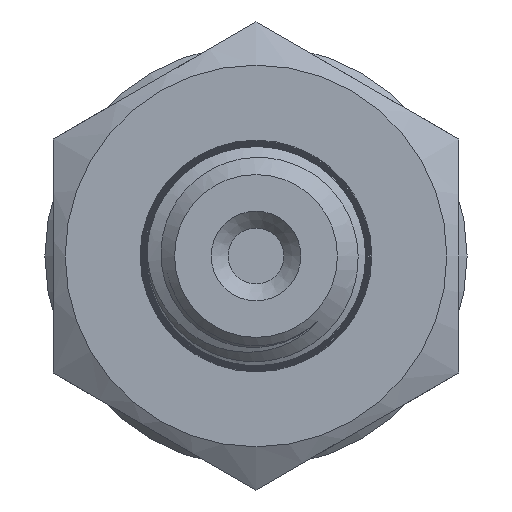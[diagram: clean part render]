
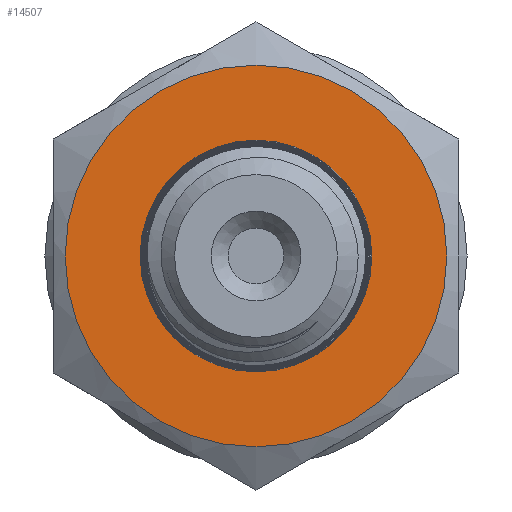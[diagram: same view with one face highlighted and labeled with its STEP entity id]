
A CAD part, left-side view. The second image highlights one B-rep face of the part: STEP entity #14507.
In plain terms, the highlighted planar face has unit normal (-1, 0, 0).
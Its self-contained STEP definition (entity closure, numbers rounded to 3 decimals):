
#146=FACE_BOUND('',#1971,.T.);
#222=PLANE('',#15296);
#1143=FACE_OUTER_BOUND('',#1970,.T.);
#1970=EDGE_LOOP('',(#11437));
#1971=EDGE_LOOP('',(#11438));
#2483=CIRCLE('',#15091,6.86);
#2593=CIRCLE('',#15287,11.3);
#5897=VERTEX_POINT('',#30252);
#6417=VERTEX_POINT('',#43168);
#7432=EDGE_CURVE('',#5897,#5897,#2483,.T.);
#8230=EDGE_CURVE('',#6417,#6417,#2593,.T.);
#11437=ORIENTED_EDGE('',*,*,#8230,.T.);
#11438=ORIENTED_EDGE('',*,*,#7432,.T.);
#14507=ADVANCED_FACE('',(#1143,#146),#222,.T.);
#15091=AXIS2_PLACEMENT_3D('',#30253,#16063,#16064);
#15287=AXIS2_PLACEMENT_3D('',#43170,#16790,#16791);
#15296=AXIS2_PLACEMENT_3D('',#43187,#16815,#16816);
#16063=DIRECTION('center_axis',(1.,0.,0.));
#16064=DIRECTION('ref_axis',(0.,0.,-1.));
#16790=DIRECTION('center_axis',(-1.,0.,0.));
#16791=DIRECTION('ref_axis',(0.,1.,0.));
#16815=DIRECTION('center_axis',(-1.,0.,0.));
#16816=DIRECTION('ref_axis',(0.,0.,1.));
#30252=CARTESIAN_POINT('',(14.,-6.86,0.));
#30253=CARTESIAN_POINT('Origin',(14.,0.,0.));
#43168=CARTESIAN_POINT('',(14.,-11.3,0.));
#43170=CARTESIAN_POINT('Origin',(14.,0.,0.));
#43187=CARTESIAN_POINT('Origin',(14.,12.,0.));
